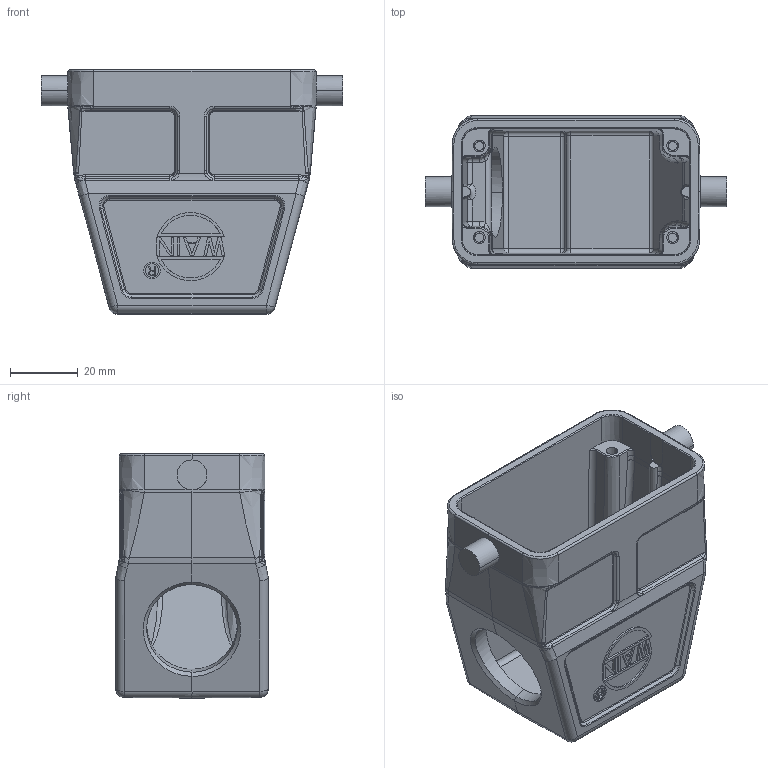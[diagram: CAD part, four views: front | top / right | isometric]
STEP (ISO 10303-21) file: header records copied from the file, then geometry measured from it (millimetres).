
FILE_DESCRIPTION((''),'2;1');
FILE_NAME('H10B-BEH-W','2019-03-12T',('sh.ye'),(''),'PRO/ENGINEER BY PARAMETRIC TECHNOLOGY CORPORATION, 2015240','PRO/ENGINEER BY PARAMETRIC TECHNOLOGY CORPORATION, 2015240','');
FILE_SCHEMA(('AUTOMOTIVE_DESIGN { 1 0 10303 214 1 1 1 1 }'));
Length unit declared in the file: millimetre
Products named in the file (1): H10B-BEH-W
Bounding box: 89 x 45 x 72 mm (x, y, z)
Volume: 61739 mm3; surface area: 32478.8 mm2
Topology: 1 solids, 1 shells, 663 faces, 1582 edges, 956 vertices
Faces by surface type: plane 254, bspline 199, cylinder 145, cone 22, torus 21, sphere 14, extrusion 8
Entity records: 32655 total; most frequent: CARTESIAN_POINT 13806, ORIENTED_EDGE 3164, DIRECTION 2516, PRESENTATION_STYLE_ASSIGNMENT 1583, STYLED_ITEM 1583, CURVE_STYLE 1582, EDGE_CURVE 1582, VERTEX_POINT 956
